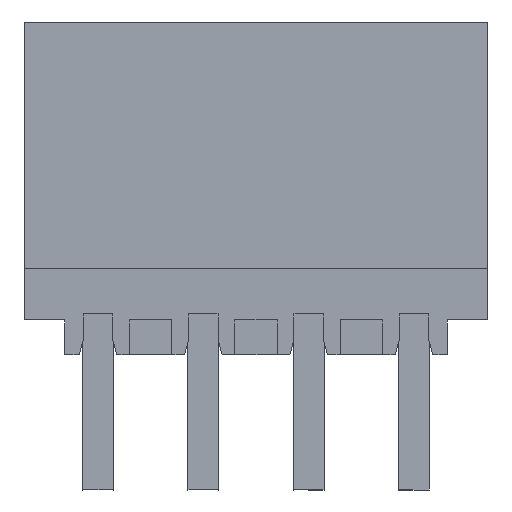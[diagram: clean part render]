
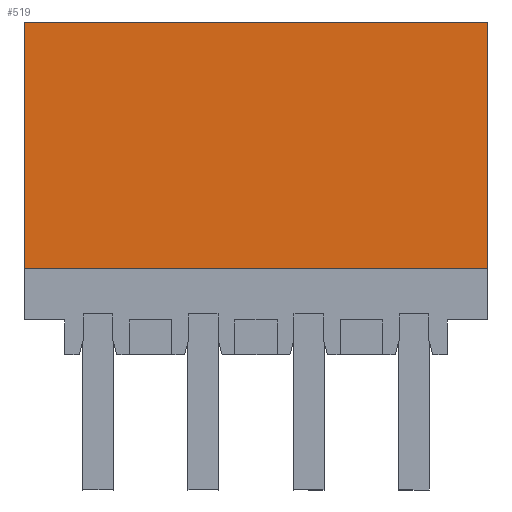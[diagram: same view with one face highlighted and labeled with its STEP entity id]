
A CAD part, front view. The second image highlights one B-rep face of the part: STEP entity #519.
In plain terms, the highlighted planar face has unit normal (0, -1, 0).
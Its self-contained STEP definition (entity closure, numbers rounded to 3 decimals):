
#499=AXIS2_PLACEMENT_3D('Plane Axis2P3D',#496,#497,#498) ;
#49=CARTESIAN_POINT('Vertex',(0.,0.,7.35)) ;
#52=CARTESIAN_POINT('Line Origine',(0.,0.,11.45)) ;
#56=CARTESIAN_POINT('Vertex',(0.,0.,15.55)) ;
#480=CARTESIAN_POINT('Vertex',(15.4,0.,7.35)) ;
#483=CARTESIAN_POINT('Line Origine',(7.7,0.,7.35)) ;
#496=CARTESIAN_POINT('Axis2P3D Location',(0.,0.,15.55)) ;
#501=CARTESIAN_POINT('Line Origine',(15.4,0.,11.45)) ;
#505=CARTESIAN_POINT('Vertex',(15.4,0.,15.55)) ;
#508=CARTESIAN_POINT('Line Origine',(7.7,0.,15.55)) ;
#53=DIRECTION('Vector Direction',(0.,0.,-1.)) ;
#484=DIRECTION('Vector Direction',(1.,0.,0.)) ;
#497=DIRECTION('Axis2P3D Direction',(0.,-1.,0.)) ;
#498=DIRECTION('Axis2P3D XDirection',(0.,0.,-1.)) ;
#502=DIRECTION('Vector Direction',(0.,0.,-1.)) ;
#509=DIRECTION('Vector Direction',(1.,0.,0.)) ;
#54=VECTOR('Line Direction',#53,1.) ;
#485=VECTOR('Line Direction',#484,1.) ;
#503=VECTOR('Line Direction',#502,1.) ;
#510=VECTOR('Line Direction',#509,1.) ;
#514=ORIENTED_EDGE('',*,*,#58,.F.) ;
#515=ORIENTED_EDGE('',*,*,#487,.F.) ;
#516=ORIENTED_EDGE('',*,*,#507,.F.) ;
#517=ORIENTED_EDGE('',*,*,#512,.F.) ;
#519=ADVANCED_FACE('HOUSING',(#518),#500,.T.) ;
#58=EDGE_CURVE('',#50,#57,#55,.F.) ;
#487=EDGE_CURVE('',#481,#50,#486,.F.) ;
#507=EDGE_CURVE('',#506,#481,#504,.T.) ;
#512=EDGE_CURVE('',#57,#506,#511,.T.) ;
#513=EDGE_LOOP('',(#514,#515,#516,#517)) ;
#518=FACE_OUTER_BOUND('',#513,.T.) ;
#55=LINE('Line',#52,#54) ;
#486=LINE('Line',#483,#485) ;
#504=LINE('Line',#501,#503) ;
#511=LINE('Line',#508,#510) ;
#500=PLANE('',#499) ;
#50=VERTEX_POINT('',#49) ;
#57=VERTEX_POINT('',#56) ;
#481=VERTEX_POINT('',#480) ;
#506=VERTEX_POINT('',#505) ;
